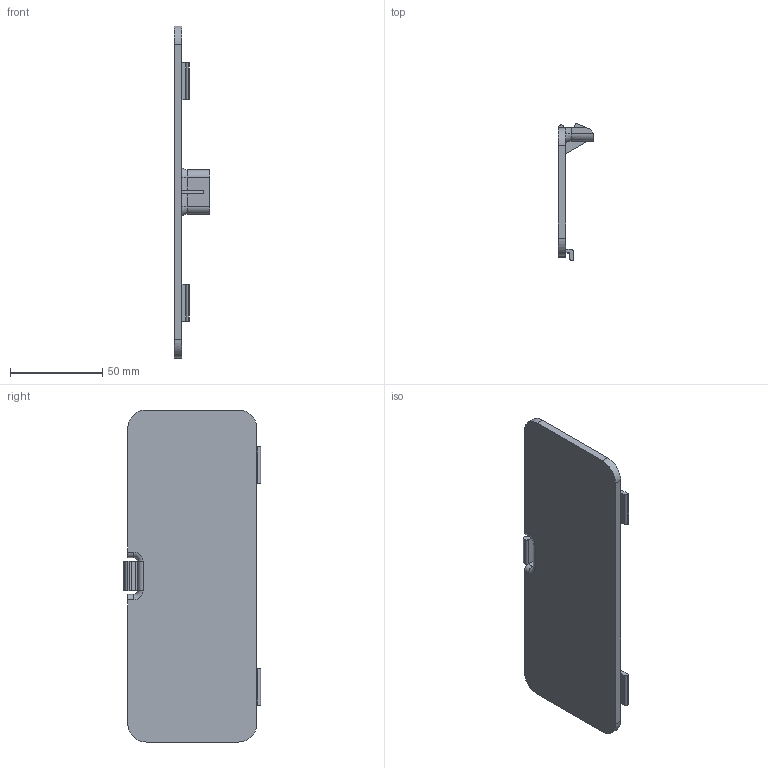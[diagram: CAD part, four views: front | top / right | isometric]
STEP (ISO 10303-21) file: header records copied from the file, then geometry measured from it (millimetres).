
FILE_DESCRIPTION (( 'STEP AP214' ), '1' );
FILE_NAME ('BackCoverInsert.STEP', '2017-05-24T11:21:58', ( '' ), ( '' ), 'SwSTEP 2.0', 'SolidWorks 2016', '' );
FILE_SCHEMA (( 'AUTOMOTIVE_DESIGN' ));
Length unit declared in the file: millimetre
Products named in the file (2): BackCoverInsert
Bounding box: 19 x 74.34 x 180 mm (x, y, z)
Volume: 29616.7 mm3; surface area: 30162.7 mm2
Topology: 1 solids, 1 shells, 85 faces, 235 edges, 152 vertices
Faces by surface type: plane 47, cylinder 34, torus 4
Entity records: 2784 total; most frequent: CARTESIAN_POINT 506, DIRECTION 479, ORIENTED_EDGE 470, EDGE_CURVE 235, AXIS2_PLACEMENT_3D 161, LINE 157, VECTOR 157, VERTEX_POINT 152
